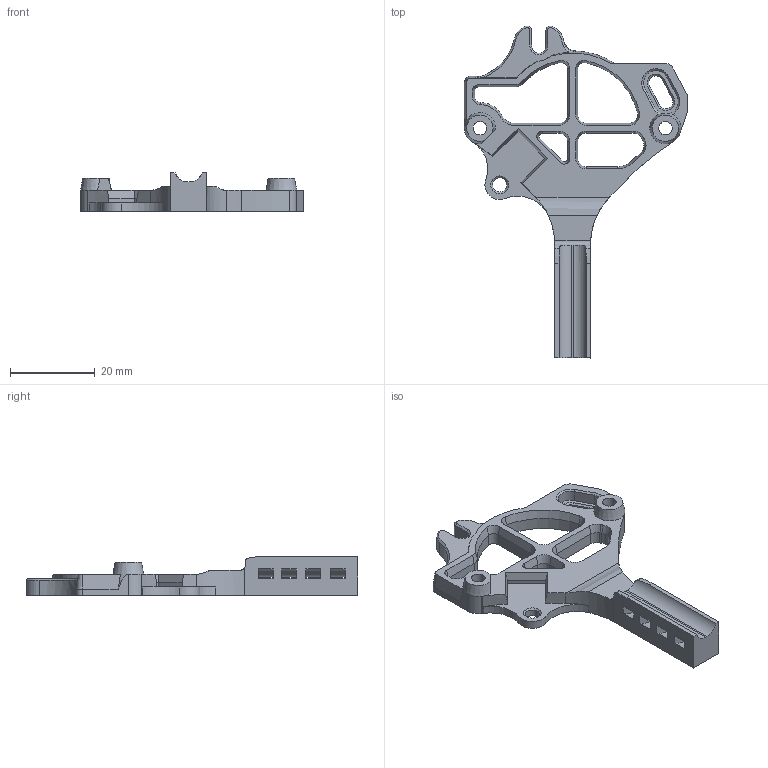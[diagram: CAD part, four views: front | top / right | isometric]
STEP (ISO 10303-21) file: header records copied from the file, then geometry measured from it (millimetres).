
FILE_DESCRIPTION(/* description */ ('A4T - THB Mount - WWBMG - SHT36v3'),/* implementation_level */ '2;1');
FILE_NAME(/* name */ 'A4T - THB Mount - WWBMG_extra_tall.step',/* time_stamp */ '2025-05-07T07:11:29-05:00',/* author */ (''),/* organization */ (''),/* preprocessor_version */ 'ST-DEVELOPER v20.1',/* originating_system */ 'Autodesk Translation Framework v14.4.0.0',/* authorisation */ '');
FILE_SCHEMA (('AUTOMOTIVE_DESIGN { 1 0 10303 214 3 1 1 }'));
Length unit declared in the file: millimetre
Products named in the file (1): A4T - THB Mount - WWBMG - SHT36v3
Bounding box: 52.76 x 78.49 x 9.2 mm (x, y, z)
Volume: 6483.4 mm3; surface area: 5685.2 mm2
Topology: 1 solids, 1 shells, 214 faces, 571 edges, 359 vertices
Faces by surface type: plane 87, cylinder 75, cone 43, bspline 9
Full cylindrical faces by diameter (mm): 3.2 x2, 3.4 x1, 4.7 x2
Entity records: 7270 total; most frequent: CARTESIAN_POINT 1783, DIRECTION 1160, ORIENTED_EDGE 1142, EDGE_CURVE 571, AXIS2_PLACEMENT_3D 418, VERTEX_POINT 359, LINE 324, VECTOR 324
